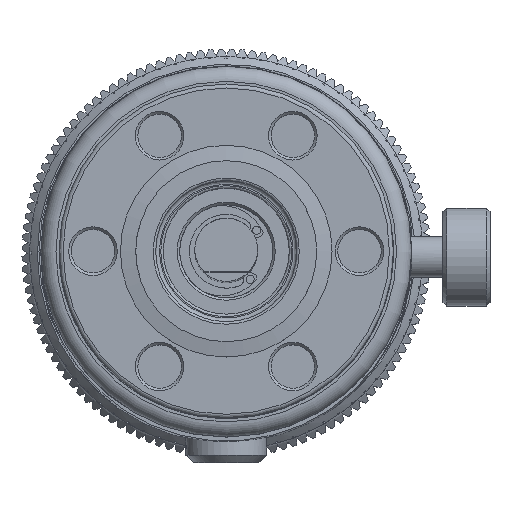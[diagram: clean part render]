
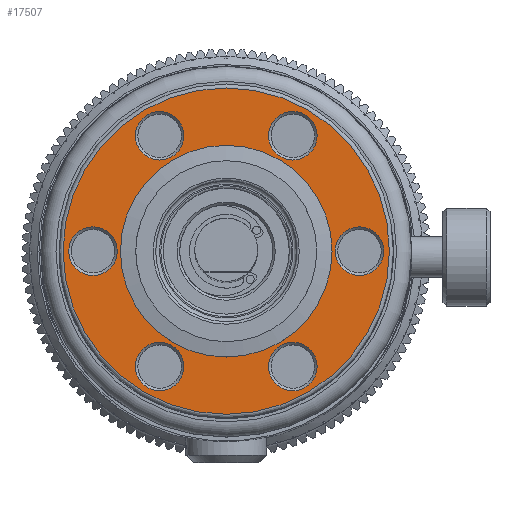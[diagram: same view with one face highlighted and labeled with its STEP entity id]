
A CAD part, top view. The second image highlights one B-rep face of the part: STEP entity #17507.
In plain terms, the highlighted planar face has unit normal (0, 0, 1).
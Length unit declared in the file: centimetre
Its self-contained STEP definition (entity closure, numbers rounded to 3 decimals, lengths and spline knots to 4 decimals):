
#1403=PLANE('',#33920);
#1959=CIRCLE('',#33917,0.2451);
#1961=CIRCLE('',#33921,0.2451);
#1962=CIRCLE('',#33922,0.2451);
#1963=CIRCLE('',#33923,0.2451);
#1964=CIRCLE('',#33924,1.6485);
#1965=CIRCLE('',#33925,1.0693);
#1966=CIRCLE('',#33926,0.2451);
#1967=CIRCLE('',#33927,0.2451);
#2380=VERTEX_POINT('',#22106);
#2382=VERTEX_POINT('',#22112);
#2383=VERTEX_POINT('',#22114);
#2384=VERTEX_POINT('',#22116);
#2385=VERTEX_POINT('',#22118);
#2386=VERTEX_POINT('',#22120);
#2387=VERTEX_POINT('',#22122);
#2388=VERTEX_POINT('',#22124);
#6555=EDGE_CURVE('',#2380,#2380,#1959,.T.);
#6557=EDGE_CURVE('',#2382,#2382,#1961,.T.);
#6558=EDGE_CURVE('',#2383,#2383,#1962,.T.);
#6559=EDGE_CURVE('',#2384,#2384,#1963,.T.);
#6560=EDGE_CURVE('',#2385,#2385,#1964,.T.);
#6561=EDGE_CURVE('',#2386,#2386,#1965,.T.);
#6562=EDGE_CURVE('',#2387,#2387,#1966,.T.);
#6563=EDGE_CURVE('',#2388,#2388,#1967,.T.);
#9487=ORIENTED_EDGE('',*,*,#6557,.F.);
#9488=ORIENTED_EDGE('',*,*,#6558,.F.);
#9489=ORIENTED_EDGE('',*,*,#6559,.F.);
#9490=ORIENTED_EDGE('',*,*,#6560,.F.);
#9491=ORIENTED_EDGE('',*,*,#6561,.T.);
#9492=ORIENTED_EDGE('',*,*,#6562,.F.);
#9493=ORIENTED_EDGE('',*,*,#6563,.F.);
#9494=ORIENTED_EDGE('',*,*,#6555,.F.);
#15170=EDGE_LOOP('',(#9487));
#15171=EDGE_LOOP('',(#9488));
#15172=EDGE_LOOP('',(#9489));
#15173=EDGE_LOOP('',(#9490));
#15174=EDGE_LOOP('',(#9491));
#15175=EDGE_LOOP('',(#9492));
#15176=EDGE_LOOP('',(#9493));
#15177=EDGE_LOOP('',(#9494));
#16347=FACE_BOUND('',#15170,.T.);
#16348=FACE_BOUND('',#15171,.T.);
#16349=FACE_BOUND('',#15172,.T.);
#16350=FACE_BOUND('',#15173,.T.);
#16351=FACE_BOUND('',#15174,.T.);
#16352=FACE_BOUND('',#15175,.T.);
#16353=FACE_BOUND('',#15176,.T.);
#16354=FACE_BOUND('',#15177,.T.);
#17507=ADVANCED_FACE('',(#16347,#16348,#16349,#16350,#16351,#16352,#16353,
#16354),#1403,.T.);
#18770=DIRECTION('',(0.,0.,1.));
#18771=DIRECTION('',(-0.212,-0.123,0.));
#18776=DIRECTION('',(0.,0.,1.));
#18777=DIRECTION('',(0.,0.,1.));
#18778=DIRECTION('',(-0.212,-0.123,0.));
#18779=DIRECTION('',(0.,0.,1.));
#18780=DIRECTION('',(-0.212,-0.123,0.));
#18781=DIRECTION('',(0.,0.,1.));
#18782=DIRECTION('',(-0.212,-0.123,0.));
#18783=DIRECTION('',(0.,0.,-1.));
#18784=DIRECTION('',(-1.428,-0.824,0.));
#18785=DIRECTION('',(0.,0.,-1.));
#18786=DIRECTION('',(0.926,0.535,0.));
#18787=DIRECTION('',(0.,0.,1.));
#18788=DIRECTION('',(-0.212,-0.123,0.));
#18789=DIRECTION('',(0.,0.,1.));
#18790=DIRECTION('',(-0.212,-0.123,0.));
#22105=CARTESIAN_POINT('',(-1.3462,0.,13.1039));
#22106=CARTESIAN_POINT('',(-1.1339,0.1226,13.1039));
#22110=CARTESIAN_POINT('',(0.,0.,13.1039));
#22111=CARTESIAN_POINT('',(-0.6731,1.1658,13.1039));
#22112=CARTESIAN_POINT('',(-0.4608,1.2884,13.1039));
#22113=CARTESIAN_POINT('',(1.3462,0.,13.1039));
#22114=CARTESIAN_POINT('',(1.5585,0.1226,13.1039));
#22115=CARTESIAN_POINT('',(-0.6731,-1.1658,13.1039));
#22116=CARTESIAN_POINT('',(-0.4608,-1.0433,13.1039));
#22117=CARTESIAN_POINT('',(0.,0.,13.1039));
#22118=CARTESIAN_POINT('',(1.4276,0.8242,13.1039));
#22119=CARTESIAN_POINT('',(0.,0.,13.1039));
#22120=CARTESIAN_POINT('',(0.9261,0.5347,13.1039));
#22121=CARTESIAN_POINT('',(0.6731,-1.1658,13.1039));
#22122=CARTESIAN_POINT('',(0.8854,-1.0433,13.1039));
#22123=CARTESIAN_POINT('',(0.6731,1.1658,13.1039));
#22124=CARTESIAN_POINT('',(0.8854,1.2884,13.1039));
#33917=AXIS2_PLACEMENT_3D('',#22105,#18770,#18771);
#33920=AXIS2_PLACEMENT_3D('',#22110,#18776,$);
#33921=AXIS2_PLACEMENT_3D('',#22111,#18777,#18778);
#33922=AXIS2_PLACEMENT_3D('',#22113,#18779,#18780);
#33923=AXIS2_PLACEMENT_3D('',#22115,#18781,#18782);
#33924=AXIS2_PLACEMENT_3D('',#22117,#18783,#18784);
#33925=AXIS2_PLACEMENT_3D('',#22119,#18785,#18786);
#33926=AXIS2_PLACEMENT_3D('',#22121,#18787,#18788);
#33927=AXIS2_PLACEMENT_3D('',#22123,#18789,#18790);
